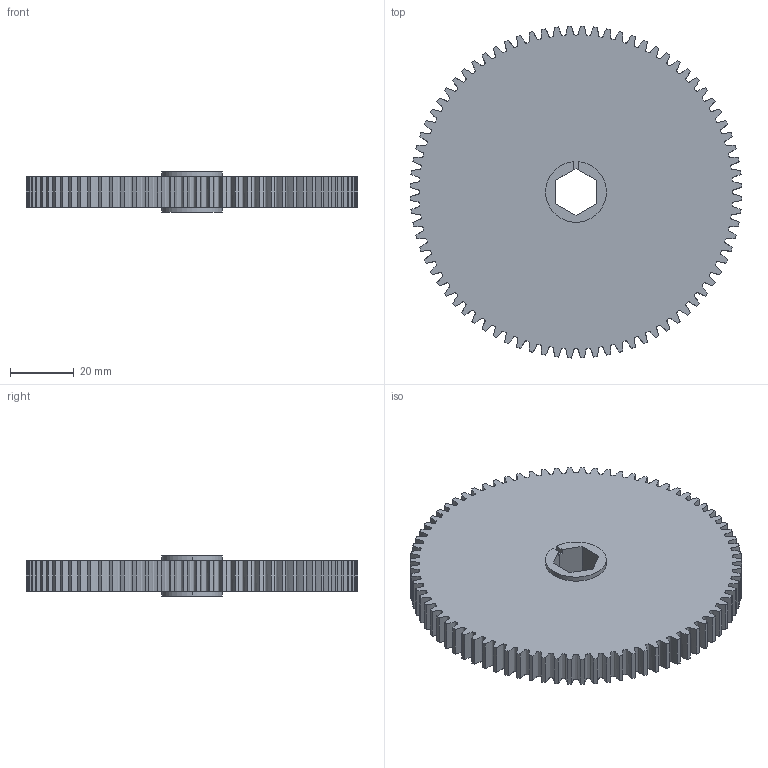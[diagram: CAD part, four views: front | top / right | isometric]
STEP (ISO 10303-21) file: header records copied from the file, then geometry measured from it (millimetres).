
FILE_DESCRIPTION (( 'STEP AP214' ), '1' );
FILE_NAME ('WCP-0728 Rev1.step', '2022-11-24T01:50:01', ( '' ), ( '' ), 'SwSTEP 2.0', 'SolidWorks 2020', '' );
FILE_SCHEMA (( 'AUTOMOTIVE_DESIGN' ));
Length unit declared in the file: inch
Products named in the file (1): WCP-0728 Rev1
Bounding box: 104.1 x 104.1 x 12.65 mm (x, y, z)
Volume: 78453.9 mm3; surface area: 22808.6 mm2
Topology: 1 solids, 1 shells, 177 faces, 522 edges, 348 vertices
Faces by surface type: cylinder 85, bspline 80, plane 12
Entity records: 29190 total; most frequent: CARTESIAN_POINT 24808, ORIENTED_EDGE 1044, DIRECTION 728, EDGE_CURVE 522, VERTEX_POINT 348, AXIS2_PLACEMENT_3D 268, VECTOR 192, LINE 192
